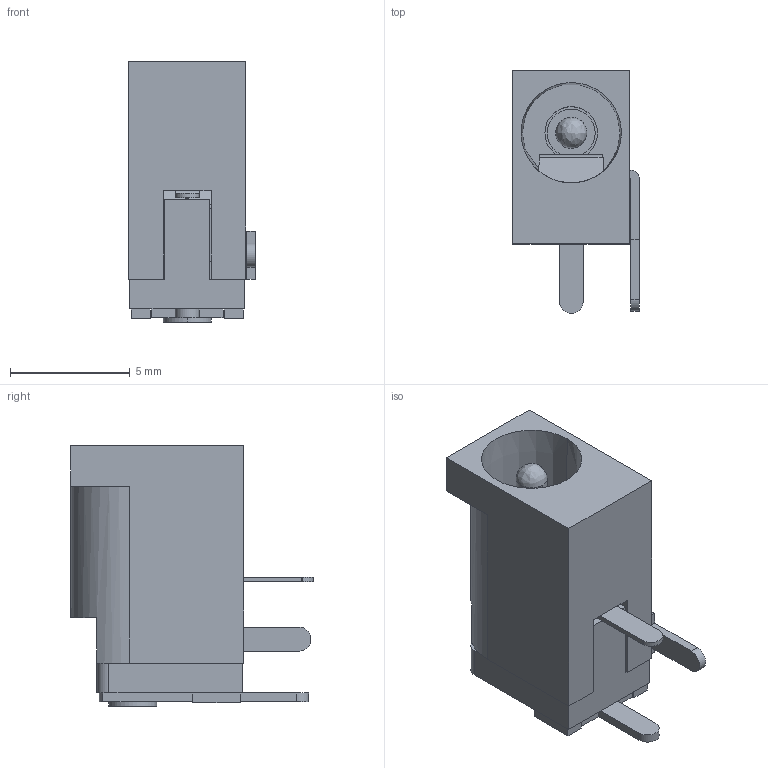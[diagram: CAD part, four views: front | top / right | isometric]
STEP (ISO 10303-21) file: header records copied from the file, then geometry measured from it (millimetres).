
FILE_DESCRIPTION (( 'STEP AP203' ), '1' );
FILE_NAME ('54-00145_revA.STEP', '2018-09-27T23:55:55', ( '' ), ( '' ), 'SwSTEP 2.0', 'SolidWorks 2015', '' );
FILE_SCHEMA (( 'CONFIG_CONTROL_DESIGN' ));
Length unit declared in the file: millimetre
Products named in the file (7): 54-00145_spring contact; 54-00145_insulator2; 54-00145_terminal2; 54-00145_insulator; 54-00145_center pin; 54-00145_revA; 54-00145_terminal1
Assembly tree (6 placements, depth 2):
  54-00145_revA
    54-00145_insulator
    54-00145_insulator2
    54-00145_spring contact
    54-00145_terminal1
    54-00145_terminal2
    54-00145_center pin
Bounding box: 5.3 x 10.15 x 10.91 mm (x, y, z)
Volume: 214.5 mm3; surface area: 811 mm2
Topology: 7 solids, 7 shells, 227 faces, 583 edges, 358 vertices
Faces by surface type: plane 138, cylinder 56, bspline 29, cone 4
Entity records: 8014 total; most frequent: CARTESIAN_POINT 2047, ORIENTED_EDGE 1126, DIRECTION 1000, EDGE_CURVE 563, LINE 404, VECTOR 404, VERTEX_POINT 358, AXIS2_PLACEMENT_3D 298
